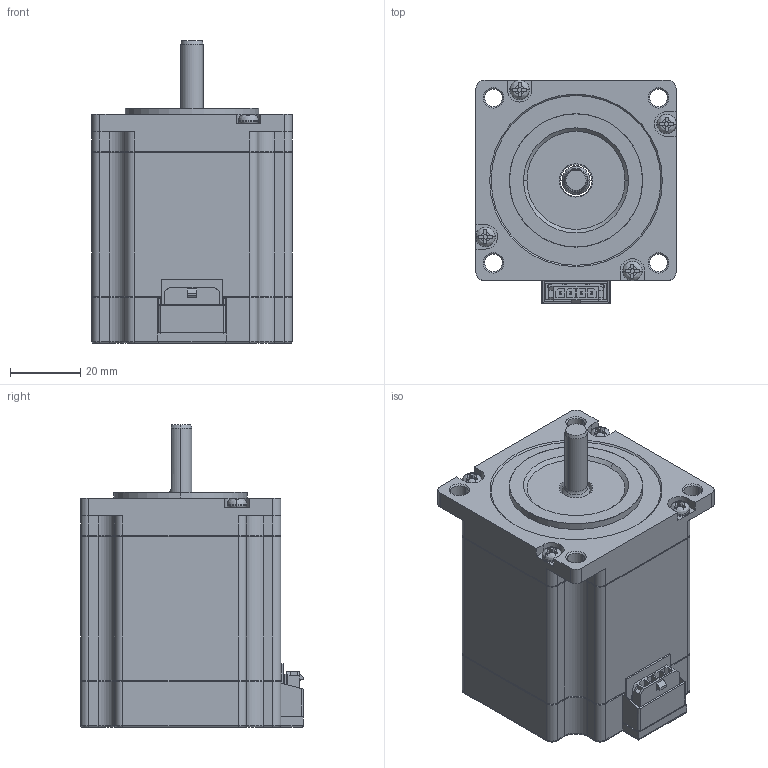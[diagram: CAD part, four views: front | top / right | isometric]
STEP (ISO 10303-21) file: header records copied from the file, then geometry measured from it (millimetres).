
FILE_DESCRIPTION((''),'2;1');
FILE_NAME('MT23HE26030M40C_ASM','2023-06-13T14:30:33',('Edison'),(''),'CREO PARAMETRIC BY PTC INC, 2017260','CREO PARAMETRIC BY PTC INC, 2017260','');
FILE_SCHEMA(('CONFIG_CONTROL_DESIGN'));
Products named in the file (17): 436500415_STP_2_; _000; 436500415_ASM; 57-41-1_857__57-410001; EVER_PCB; EVER0; EVER00; D565-XXX-X_ASM; 16-531-2857-_22_160001; 00; 30-57212_16-542-180001; BWW60813_BWW608130001; M3-57__M3-570001; 11-565-000D6_350; 565-XXX-X-X_ASM; AW23TE42SNC001_ASM; MT23HE26030M40C_ASM
Assembly tree (19 placements, depth 5):
  MT23HE26030M40C_ASM
    AW23TE42SNC001_ASM
      D565-XXX-X_ASM
        436500415_ASM
          436500415_STP_2_
          _000
        57-41-1_857__57-410001
        EVER_PCB
        EVER0
        EVER00
      16-531-2857-_22_160001
      00
      30-57212_16-542-180001
      BWW60813_BWW608130001
      M3-57__M3-570001  x4
      565-XXX-X-X_ASM
        11-565-000D6_350
Bounding box: 57.35 x 63.88 x 86.5 mm (x, y, z)
Volume: 108255.4 mm3; surface area: 93897.5 mm2
Topology: 15 solids, 15 shells, 2307 faces, 6112 edges, 3841 vertices
Faces by surface type: plane 996, cylinder 918, torus 224, cone 81, bspline 73, sphere 15
Entity records: 75780 total; most frequent: CARTESIAN_POINT 19815, DIRECTION 12040, ORIENTED_EDGE 11596, EDGE_CURVE 5798, AXIS2_PLACEMENT_3D 4348, VERTEX_POINT 3661, VECTOR 3344, LINE 3344
